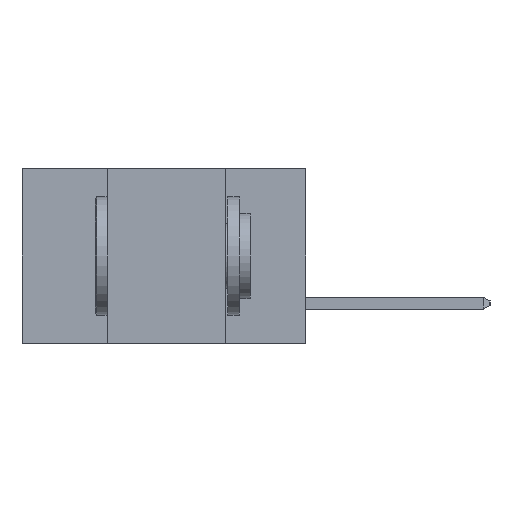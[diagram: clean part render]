
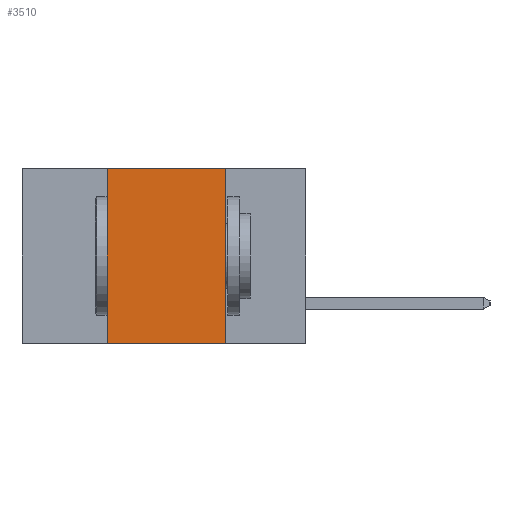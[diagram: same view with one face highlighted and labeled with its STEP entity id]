
A CAD part, left-side view. The second image highlights one B-rep face of the part: STEP entity #3510.
In plain terms, the highlighted planar face has unit normal (-1, 0, 0).
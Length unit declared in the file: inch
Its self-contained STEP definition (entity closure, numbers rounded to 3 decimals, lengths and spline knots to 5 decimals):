
#2073 = DIRECTION ( 'NONE',  ( 0., 0., -1. ) ) ;
#2806 = ORIENTED_EDGE ( 'NONE', *, *, #23880, .T. ) ;
#3510 = ADVANCED_FACE ( 'NONE', ( #4974 ), #22031, .F. ) ;
#3924 = VECTOR ( 'NONE', #10871, 39.37008 ) ;
#4454 = LINE ( 'NONE', #12177, #14557 ) ;
#4963 = EDGE_CURVE ( 'NONE', #11140, #8873, #20943, .T. ) ;
#4974 = FACE_OUTER_BOUND ( 'NONE', #5407, .T. ) ;
#5407 = EDGE_LOOP ( 'NONE', ( #19855, #8532, #18979, #2806 ) ) ;
#5736 = VECTOR ( 'NONE', #8719, 39.37008 ) ;
#5933 = LINE ( 'NONE', #9686, #15900 ) ;
#7448 = CARTESIAN_POINT ( 'NONE',  ( 0., 0.17, -0.37 ) ) ;
#7687 = EDGE_CURVE ( 'NONE', #8873, #15303, #16963, .T. ) ;
#7778 = VERTEX_POINT ( 'NONE', #7448 ) ;
#8532 = ORIENTED_EDGE ( 'NONE', *, *, #7687, .F. ) ;
#8704 = CARTESIAN_POINT ( 'NONE',  ( 0., 0.42, -0.37 ) ) ;
#8719 = DIRECTION ( 'NONE',  ( 0., -1., 0. ) ) ;
#8776 = CARTESIAN_POINT ( 'NONE',  ( 0., 0.6, 0. ) ) ;
#8873 = VERTEX_POINT ( 'NONE', #10548 ) ;
#9686 = CARTESIAN_POINT ( 'NONE',  ( 0., 0.6, -0.37 ) ) ;
#10548 = CARTESIAN_POINT ( 'NONE',  ( 0., 0.42, 0. ) ) ;
#10871 = DIRECTION ( 'NONE',  ( 0., 0., 1. ) ) ;
#10980 = CARTESIAN_POINT ( 'NONE',  ( 0., 0.17, 0. ) ) ;
#11140 = VERTEX_POINT ( 'NONE', #14345 ) ;
#12177 = CARTESIAN_POINT ( 'NONE',  ( 0., 0.17, -0.37 ) ) ;
#13214 = AXIS2_PLACEMENT_3D ( 'NONE', #22404, #21313, #21097 ) ;
#14345 = CARTESIAN_POINT ( 'NONE',  ( 0., 0.42, -0.37 ) ) ;
#14391 = EDGE_CURVE ( 'NONE', #15303, #7778, #4454, .T. ) ;
#14557 = VECTOR ( 'NONE', #2073, 39.37008 ) ;
#15303 = VERTEX_POINT ( 'NONE', #10980 ) ;
#15900 = VECTOR ( 'NONE', #23227, 39.37008 ) ;
#16963 = LINE ( 'NONE', #8776, #5736 ) ;
#18979 = ORIENTED_EDGE ( 'NONE', *, *, #4963, .F. ) ;
#19855 = ORIENTED_EDGE ( 'NONE', *, *, #14391, .F. ) ;
#20943 = LINE ( 'NONE', #8704, #3924 ) ;
#21097 = DIRECTION ( 'NONE',  ( 0., 0., -1. ) ) ;
#21313 = DIRECTION ( 'NONE',  ( 1., 0., 0. ) ) ;
#22031 = PLANE ( 'NONE',  #13214 ) ;
#22404 = CARTESIAN_POINT ( 'NONE',  ( 0., 0.6, 0. ) ) ;
#23227 = DIRECTION ( 'NONE',  ( 0., -1., 0. ) ) ;
#23880 = EDGE_CURVE ( 'NONE', #11140, #7778, #5933, .T. ) ;
